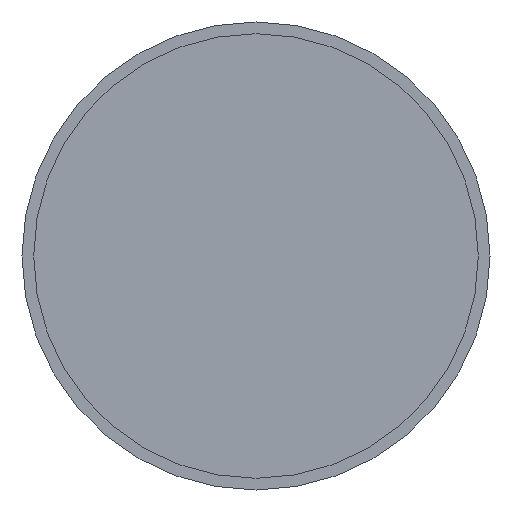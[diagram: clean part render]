
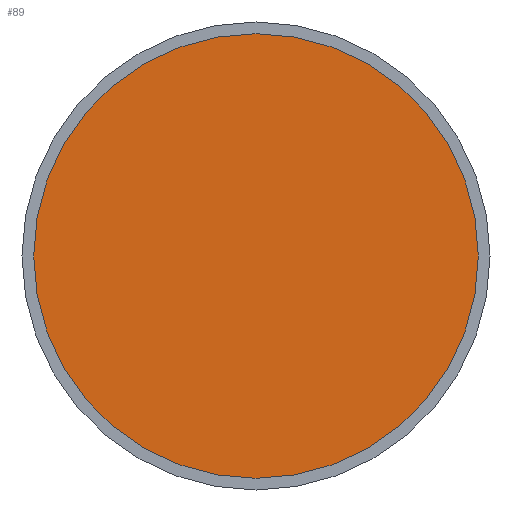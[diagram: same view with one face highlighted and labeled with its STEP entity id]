
A CAD part, front view. The second image highlights one B-rep face of the part: STEP entity #89.
In plain terms, the highlighted planar face has unit normal (0, -1, 0).
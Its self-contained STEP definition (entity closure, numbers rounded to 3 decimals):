
#89 = ADVANCED_FACE( '', ( #190 ), #191, .F. );
#190 = FACE_OUTER_BOUND( '', #322, .T. );
#191 = PLANE( '', #323 );
#322 = EDGE_LOOP( '', ( #479 ) );
#323 = AXIS2_PLACEMENT_3D( '', #480, #481, #482 );
#479 = ORIENTED_EDGE( '', *, *, #545, .T. );
#480 = CARTESIAN_POINT( '', ( 38., -3., 0. ) );
#481 = DIRECTION( '', ( 0., 1., 0. ) );
#482 = DIRECTION( '', ( 0., 0., 1. ) );
#545 = EDGE_CURVE( '', #627, #627, #628, .T. );
#627 = VERTEX_POINT( '', #724 );
#628 = CIRCLE( '', #725, 38. );
#724 = CARTESIAN_POINT( '', ( 0., -3., -38. ) );
#725 = AXIS2_PLACEMENT_3D( '', #803, #804, #805 );
#803 = CARTESIAN_POINT( '', ( 0., -3., 0. ) );
#804 = DIRECTION( '', ( 0., -1., 0. ) );
#805 = DIRECTION( '', ( 0., 0., -1. ) );
